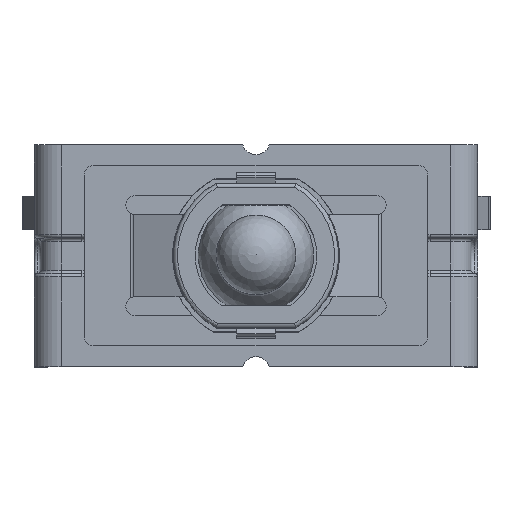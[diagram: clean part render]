
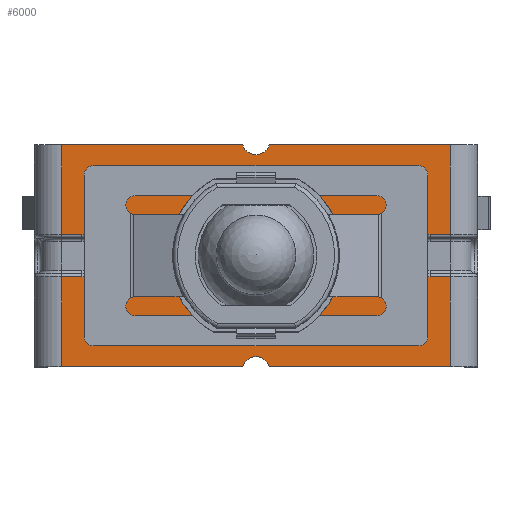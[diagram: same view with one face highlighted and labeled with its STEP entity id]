
A CAD part, top view. The second image highlights one B-rep face of the part: STEP entity #6000.
In plain terms, the highlighted planar face has unit normal (0, 0, 1).
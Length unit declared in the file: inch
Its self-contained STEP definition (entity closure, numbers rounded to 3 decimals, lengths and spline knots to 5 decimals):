
#81=FACE_BOUND('',#699,.T.);
#349=FACE_OUTER_BOUND('',#698,.T.);
#698=EDGE_LOOP('',(#4323,#4324,#4325,#4326,#4327,#4328,#4329,#4330,#4331,
#4332,#4333,#4334,#4335,#4336,#4337,#4338));
#699=EDGE_LOOP('',(#4339,#4340,#4341,#4342));
#1048=CIRCLE('',#6422,0.12598);
#1049=CIRCLE('',#6424,0.01969);
#1050=CIRCLE('',#6425,0.03031);
#1051=CIRCLE('',#6426,0.01969);
#1052=CIRCLE('',#6427,0.03031);
#1053=CIRCLE('',#6428,0.12598);
#1454=LINE('',#9486,#2001);
#1455=LINE('',#9488,#2002);
#1456=LINE('',#9490,#2003);
#1457=LINE('',#9494,#2004);
#1458=LINE('',#9496,#2005);
#1459=LINE('',#9498,#2006);
#1460=LINE('',#9502,#2007);
#1461=LINE('',#9504,#2008);
#1462=LINE('',#9506,#2009);
#1463=LINE('',#9510,#2010);
#1464=LINE('',#9512,#2011);
#1465=LINE('',#9514,#2012);
#1466=LINE('',#9519,#2013);
#1467=LINE('',#9520,#2014);
#2001=VECTOR('',#7354,0.3937);
#2002=VECTOR('',#7355,0.3937);
#2003=VECTOR('',#7356,0.3937);
#2004=VECTOR('',#7359,0.3937);
#2005=VECTOR('',#7360,0.3937);
#2006=VECTOR('',#7361,0.3937);
#2007=VECTOR('',#7364,0.3937);
#2008=VECTOR('',#7365,0.3937);
#2009=VECTOR('',#7366,0.3937);
#2010=VECTOR('',#7369,0.3937);
#2011=VECTOR('',#7370,0.3937);
#2012=VECTOR('',#7371,0.3937);
#2013=VECTOR('',#7376,0.3937);
#2014=VECTOR('',#7377,0.3937);
#2552=VERTEX_POINT('',#9478);
#2553=VERTEX_POINT('',#9480);
#2554=VERTEX_POINT('',#9484);
#2555=VERTEX_POINT('',#9485);
#2556=VERTEX_POINT('',#9487);
#2557=VERTEX_POINT('',#9489);
#2558=VERTEX_POINT('',#9491);
#2559=VERTEX_POINT('',#9493);
#2560=VERTEX_POINT('',#9495);
#2561=VERTEX_POINT('',#9497);
#2562=VERTEX_POINT('',#9499);
#2563=VERTEX_POINT('',#9501);
#2564=VERTEX_POINT('',#9503);
#2565=VERTEX_POINT('',#9505);
#2566=VERTEX_POINT('',#9507);
#2567=VERTEX_POINT('',#9509);
#2568=VERTEX_POINT('',#9511);
#2569=VERTEX_POINT('',#9513);
#2570=VERTEX_POINT('',#9516);
#2571=VERTEX_POINT('',#9517);
#3209=EDGE_CURVE('',#2552,#2553,#1048,.T.);
#3211=EDGE_CURVE('',#2554,#2555,#1454,.T.);
#3212=EDGE_CURVE('',#2554,#2556,#1455,.T.);
#3213=EDGE_CURVE('',#2557,#2556,#1456,.T.);
#3214=EDGE_CURVE('',#2558,#2557,#1049,.T.);
#3215=EDGE_CURVE('',#2559,#2558,#1457,.T.);
#3216=EDGE_CURVE('',#2559,#2560,#1458,.T.);
#3217=EDGE_CURVE('',#2561,#2560,#1459,.T.);
#3218=EDGE_CURVE('',#2562,#2561,#1050,.T.);
#3219=EDGE_CURVE('',#2563,#2562,#1460,.T.);
#3220=EDGE_CURVE('',#2563,#2564,#1461,.T.);
#3221=EDGE_CURVE('',#2565,#2564,#1462,.T.);
#3222=EDGE_CURVE('',#2566,#2565,#1051,.T.);
#3223=EDGE_CURVE('',#2567,#2566,#1463,.T.);
#3224=EDGE_CURVE('',#2567,#2568,#1464,.T.);
#3225=EDGE_CURVE('',#2569,#2568,#1465,.T.);
#3226=EDGE_CURVE('',#2555,#2569,#1052,.T.);
#3227=EDGE_CURVE('',#2570,#2571,#1053,.T.);
#3228=EDGE_CURVE('',#2553,#2570,#1466,.T.);
#3229=EDGE_CURVE('',#2571,#2552,#1467,.T.);
#4323=ORIENTED_EDGE('',*,*,#3211,.F.);
#4324=ORIENTED_EDGE('',*,*,#3212,.T.);
#4325=ORIENTED_EDGE('',*,*,#3213,.F.);
#4326=ORIENTED_EDGE('',*,*,#3214,.F.);
#4327=ORIENTED_EDGE('',*,*,#3215,.F.);
#4328=ORIENTED_EDGE('',*,*,#3216,.T.);
#4329=ORIENTED_EDGE('',*,*,#3217,.F.);
#4330=ORIENTED_EDGE('',*,*,#3218,.F.);
#4331=ORIENTED_EDGE('',*,*,#3219,.F.);
#4332=ORIENTED_EDGE('',*,*,#3220,.T.);
#4333=ORIENTED_EDGE('',*,*,#3221,.F.);
#4334=ORIENTED_EDGE('',*,*,#3222,.F.);
#4335=ORIENTED_EDGE('',*,*,#3223,.F.);
#4336=ORIENTED_EDGE('',*,*,#3224,.T.);
#4337=ORIENTED_EDGE('',*,*,#3225,.F.);
#4338=ORIENTED_EDGE('',*,*,#3226,.F.);
#4339=ORIENTED_EDGE('',*,*,#3227,.F.);
#4340=ORIENTED_EDGE('',*,*,#3228,.F.);
#4341=ORIENTED_EDGE('',*,*,#3209,.F.);
#4342=ORIENTED_EDGE('',*,*,#3229,.F.);
#5824=PLANE('',#6423);
#6000=ADVANCED_FACE('',(#349,#81),#5824,.T.);
#6422=AXIS2_PLACEMENT_3D('',#9481,#7349,#7350);
#6423=AXIS2_PLACEMENT_3D('',#9483,#7352,#7353);
#6424=AXIS2_PLACEMENT_3D('',#9492,#7357,#7358);
#6425=AXIS2_PLACEMENT_3D('',#9500,#7362,#7363);
#6426=AXIS2_PLACEMENT_3D('',#9508,#7367,#7368);
#6427=AXIS2_PLACEMENT_3D('',#9515,#7372,#7373);
#6428=AXIS2_PLACEMENT_3D('',#9518,#7374,#7375);
#7349=DIRECTION('center_axis',(0.,0.,1.));
#7350=DIRECTION('ref_axis',(0.495,-0.869,0.));
#7352=DIRECTION('center_axis',(0.,0.,1.));
#7353=DIRECTION('ref_axis',(-1.,0.,0.));
#7354=DIRECTION('',(-1.,0.,0.));
#7355=DIRECTION('',(0.,1.,0.));
#7356=DIRECTION('',(1.,0.,0.));
#7357=DIRECTION('center_axis',(0.,0.,1.));
#7358=DIRECTION('ref_axis',(0.966,0.26,0.));
#7359=DIRECTION('',(1.,0.,0.));
#7360=DIRECTION('',(0.,-1.,0.));
#7361=DIRECTION('',(-1.,0.,0.));
#7362=DIRECTION('center_axis',(0.,0.,1.));
#7363=DIRECTION('ref_axis',(1.,0.,0.));
#7364=DIRECTION('',(1.,0.,0.));
#7365=DIRECTION('',(0.,-1.,0.));
#7366=DIRECTION('',(-1.,0.,0.));
#7367=DIRECTION('center_axis',(0.,0.,1.));
#7368=DIRECTION('ref_axis',(-0.966,-0.26,0.));
#7369=DIRECTION('',(-1.,0.,0.));
#7370=DIRECTION('',(0.,1.,0.));
#7371=DIRECTION('',(1.,0.,0.));
#7372=DIRECTION('center_axis',(0.,0.,1.));
#7373=DIRECTION('ref_axis',(-1.,0.,0.));
#7374=DIRECTION('center_axis',(0.,0.,1.));
#7375=DIRECTION('ref_axis',(-0.495,0.869,0.));
#7376=DIRECTION('',(1.,0.,0.));
#7377=DIRECTION('',(-1.,0.,0.));
#9478=CARTESIAN_POINT('',(-0.06239,0.10945,0.42913));
#9480=CARTESIAN_POINT('',(-0.06239,-0.10945,0.42913));
#9481=CARTESIAN_POINT('Origin',(0.,0.,0.42913));
#9483=CARTESIAN_POINT('Origin',(0.,0.,
0.42913));
#9484=CARTESIAN_POINT('',(0.28051,0.03031,0.42913));
#9485=CARTESIAN_POINT('',(0.25098,0.03031,0.42913));
#9486=CARTESIAN_POINT('',(0.15994,0.03031,0.42913));
#9487=CARTESIAN_POINT('',(0.28051,0.16004,0.42913));
#9488=CARTESIAN_POINT('',(0.28051,-0.08002,0.42913));
#9489=CARTESIAN_POINT('',(0.01901,0.16004,0.42913));
#9490=CARTESIAN_POINT('',(0.31988,0.16004,0.42913));
#9491=CARTESIAN_POINT('',(-0.01901,0.16004,0.42913));
#9492=CARTESIAN_POINT('Origin',(0.,0.16516,0.42913));
#9493=CARTESIAN_POINT('',(-0.28051,0.16004,0.42913));
#9494=CARTESIAN_POINT('',(-0.01901,0.16004,0.42913));
#9495=CARTESIAN_POINT('',(-0.28051,0.03031,0.42913));
#9496=CARTESIAN_POINT('',(-0.28051,0.08002,0.42913));
#9497=CARTESIAN_POINT('',(-0.25098,0.03031,0.42913));
#9498=CARTESIAN_POINT('',(-0.15994,0.03031,0.42913));
#9499=CARTESIAN_POINT('',(-0.25098,-0.03031,0.42913));
#9500=CARTESIAN_POINT('Origin',(-0.25098,0.,0.42913));
#9501=CARTESIAN_POINT('',(-0.28051,-0.03031,0.42913));
#9502=CARTESIAN_POINT('',(-0.15994,-0.03031,0.42913));
#9503=CARTESIAN_POINT('',(-0.28051,-0.16004,0.42913));
#9504=CARTESIAN_POINT('',(-0.28051,0.08002,0.42913));
#9505=CARTESIAN_POINT('',(-0.01901,-0.16004,0.42913));
#9506=CARTESIAN_POINT('',(-0.31988,-0.16004,0.42913));
#9507=CARTESIAN_POINT('',(0.01901,-0.16004,0.42913));
#9508=CARTESIAN_POINT('Origin',(0.,-0.16516,0.42913));
#9509=CARTESIAN_POINT('',(0.28051,-0.16004,0.42913));
#9510=CARTESIAN_POINT('',(0.01901,-0.16004,0.42913));
#9511=CARTESIAN_POINT('',(0.28051,-0.03031,0.42913));
#9512=CARTESIAN_POINT('',(0.28051,-0.08002,0.42913));
#9513=CARTESIAN_POINT('',(0.25098,-0.03031,0.42913));
#9514=CARTESIAN_POINT('',(0.15994,-0.03031,0.42913));
#9515=CARTESIAN_POINT('Origin',(0.25098,0.,0.42913));
#9516=CARTESIAN_POINT('',(0.06239,-0.10945,0.42913));
#9517=CARTESIAN_POINT('',(0.06239,0.10945,0.42913));
#9518=CARTESIAN_POINT('Origin',(0.,0.,0.42913));
#9519=CARTESIAN_POINT('',(0.0312,-0.10945,0.42913));
#9520=CARTESIAN_POINT('',(-0.0312,0.10945,0.42913));
